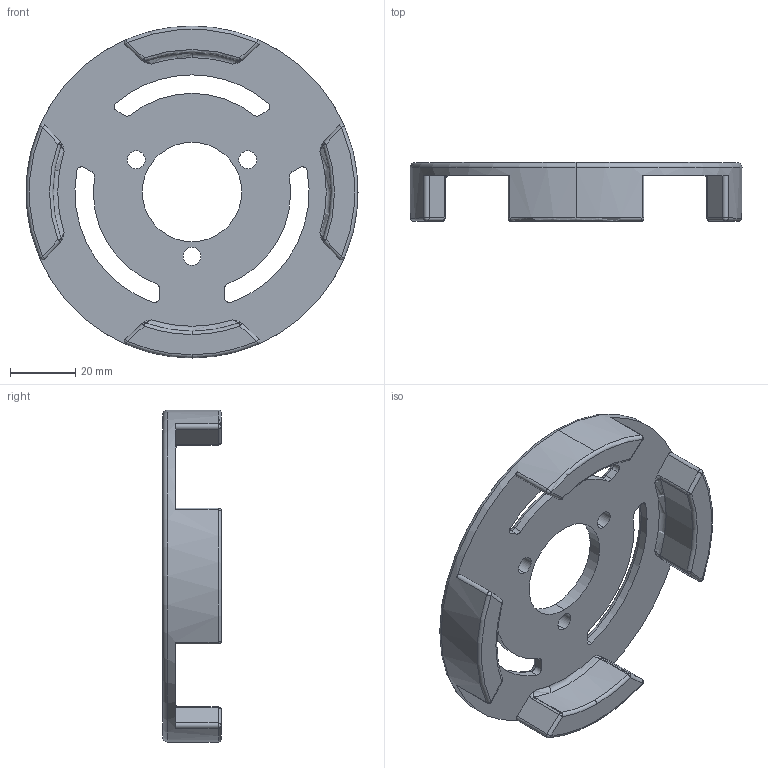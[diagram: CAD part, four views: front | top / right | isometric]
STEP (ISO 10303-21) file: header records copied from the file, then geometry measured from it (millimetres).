
FILE_DESCRIPTION (( 'STEP AP203' ), '1' );
FILE_NAME ('Spool connector.STEP', '2025-01-15T09:07:48', ( '' ), ( '' ), 'SwSTEP 2.0', 'SolidWorks 2024', '' );
FILE_SCHEMA (( 'CONFIG_CONTROL_DESIGN' ));
Length unit declared in the file: millimetre
Products named in the file (1): Spool connector
Bounding box: 101.8 x 18 x 101.8 mm (x, y, z)
Volume: 42961.8 mm3; surface area: 20627.2 mm2
Topology: 1 solids, 1 shells, 154 faces, 384 edges, 216 vertices
Faces by surface type: cylinder 71, torus 39, plane 20, sphere 16, bspline 8
Entity records: 5076 total; most frequent: CARTESIAN_POINT 1315, DIRECTION 865, ORIENTED_EDGE 736, AXIS2_PLACEMENT_3D 374, EDGE_CURVE 368, CIRCLE 227, VERTEX_POINT 216, EDGE_LOOP 168
